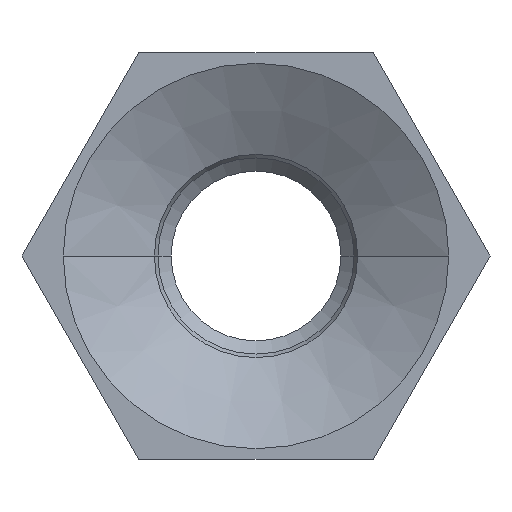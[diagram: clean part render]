
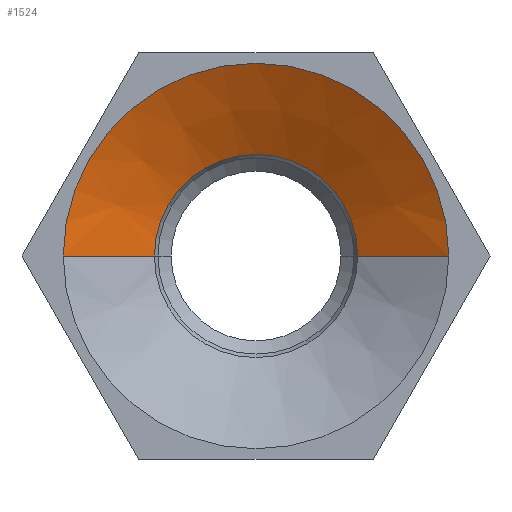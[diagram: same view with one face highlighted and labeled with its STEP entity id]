
A CAD part, front view. The second image highlights one B-rep face of the part: STEP entity #1524.
In plain terms, the highlighted conical face has half-angle 60 degrees and reference radius 6.155 mm.
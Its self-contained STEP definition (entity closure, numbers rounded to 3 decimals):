
#197=CARTESIAN_POINT('',(0.,-11.8,0.));
#198=DIRECTION('',(0.,1.,0.));
#199=DIRECTION('',(-1.,0.,0.));
#200=AXIS2_PLACEMENT_3D('',#197,#198,#199);
#212=DIRECTION('',(0.866,0.5,0.));
#213=VECTOR('',#212,4.4);
#214=CARTESIAN_POINT('',(-8.061,-14.,
0.));
#215=LINE('',#214,#213);
#261=CARTESIAN_POINT('',(0.,-14.,0.));
#262=DIRECTION('',(0.,1.,0.));
#263=DIRECTION('',(-1.,0.,0.));
#264=AXIS2_PLACEMENT_3D('',#261,#262,#263);
#1135=DIRECTION('',(-0.866,0.5,0.));
#1136=VECTOR('',#1135,4.4);
#1137=CARTESIAN_POINT('',(8.061,-14.,
0.));
#1138=LINE('',#1137,#1136);
#1340=CARTESIAN_POINT('',(-8.061,-14.,0.));
#1341=CARTESIAN_POINT('',(8.061,-14.,0.));
#1342=VERTEX_POINT('',#1340);
#1343=VERTEX_POINT('',#1341);
#1344=CARTESIAN_POINT('',(-4.25,-11.8,0.));
#1345=CARTESIAN_POINT('',(4.25,-11.8,0.));
#1346=VERTEX_POINT('',#1344);
#1347=VERTEX_POINT('',#1345);
#1510=CARTESIAN_POINT('',(0.,-12.9,0.));
#1511=DIRECTION('',(0.,-1.,0.));
#1512=DIRECTION('',(0.,0.,-1.));
#1513=AXIS2_PLACEMENT_3D('',#1510,#1511,#1512);
#1514=CONICAL_SURFACE('',#1513,6.155,60.);
#1516=ORIENTED_EDGE('',*,*,#1515,.T.);
#1518=ORIENTED_EDGE('',*,*,#1517,.T.);
#1519=ORIENTED_EDGE('',*,*,#1504,.F.);
#1521=ORIENTED_EDGE('',*,*,#1520,.F.);
#1522=EDGE_LOOP('',(#1516,#1518,#1519,#1521));
#1523=FACE_OUTER_BOUND('',#1522,.F.);
#1524=ADVANCED_FACE('',(#1523),#1514,.F.);
#201=CIRCLE('',#200,4.25);
#265=CIRCLE('',#264,8.061);
#1504=EDGE_CURVE('',#1346,#1347,#201,.T.);
#1515=EDGE_CURVE('',#1342,#1343,#265,.T.);
#1517=EDGE_CURVE('',#1343,#1347,#1138,.T.);
#1520=EDGE_CURVE('',#1342,#1346,#215,.T.);
